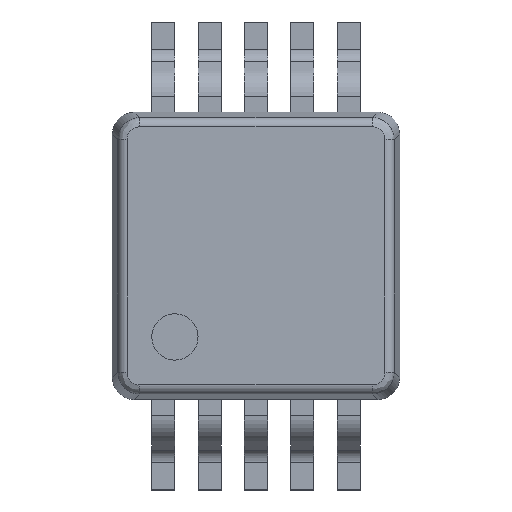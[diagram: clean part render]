
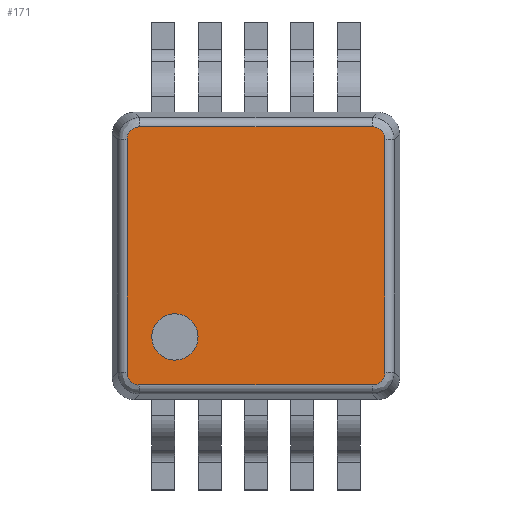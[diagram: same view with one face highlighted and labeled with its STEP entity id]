
A CAD part, top view. The second image highlights one B-rep face of the part: STEP entity #171.
In plain terms, the highlighted planar face has unit normal (0, 0, 1).
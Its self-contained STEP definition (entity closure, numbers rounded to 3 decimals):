
#171=ADVANCED_FACE('',(#1992,#1994),#1996,.T.);
#1992=FACE_BOUND('',#1993,.T.);
#1993=EDGE_LOOP('',(#3519,#3520,#3521,#3522,#3523,#3524,#3525,#3526));
#1994=FACE_BOUND('',#1995,.T.);
#1995=EDGE_LOOP('',(#3527));
#1996=PLANE('',#1997);
#1997=AXIS2_PLACEMENT_3D('',#1998,#1999,#2000);
#1998=CARTESIAN_POINT('',(0.,0.,1.05));
#1999=DIRECTION('',(0.,0.,1.));
#2000=DIRECTION('',(1.,0.,0.));
#3519=ORIENTED_EDGE('',*,*,#4543,.T.);
#3520=ORIENTED_EDGE('',*,*,#4544,.F.);
#3521=ORIENTED_EDGE('',*,*,#4545,.T.);
#3522=ORIENTED_EDGE('',*,*,#4546,.F.);
#3523=ORIENTED_EDGE('',*,*,#4547,.T.);
#3524=ORIENTED_EDGE('',*,*,#4548,.F.);
#3525=ORIENTED_EDGE('',*,*,#4549,.T.);
#3526=ORIENTED_EDGE('',*,*,#4550,.F.);
#3527=ORIENTED_EDGE('',*,*,#4551,.T.);
#4543=EDGE_CURVE('',#5077,#5078,#5079,.T.);
#4544=EDGE_CURVE('',#5080,#5078,#5081,.F.);
#4545=EDGE_CURVE('',#5080,#5082,#5083,.T.);
#4546=EDGE_CURVE('',#5084,#5082,#5085,.F.);
#4547=EDGE_CURVE('',#5084,#5086,#5087,.T.);
#4548=EDGE_CURVE('',#5088,#5086,#5089,.F.);
#4549=EDGE_CURVE('',#5088,#5090,#5091,.T.);
#4550=EDGE_CURVE('',#5077,#5090,#5092,.F.);
#4551=EDGE_CURVE('',#5093,#5093,#5094,.F.);
#5077=VERTEX_POINT('',#6041);
#5078=VERTEX_POINT('',#6042);
#5079=LINE('',#6043,#6044);
#5080=VERTEX_POINT('',#6046);
#5081=(BOUNDED_CURVE()B_SPLINE_CURVE(3,
(#6047,#6048,#6049,#6050),
.UNSPECIFIED.,.F.,.F.)B_SPLINE_CURVE_WITH_KNOTS((4,4),
(0.,1.),
.UNSPECIFIED.)CURVE()GEOMETRIC_REPRESENTATION_ITEM()RATIONAL_B_SPLINE_CURVE((1.,
0.812,0.812,1.))REPRESENTATION_ITEM(''));
#5082=VERTEX_POINT('',#6051);
#5083=LINE('',#6052,#6053);
#5084=VERTEX_POINT('',#6055);
#5085=(BOUNDED_CURVE()B_SPLINE_CURVE(3,
(#6056,#6057,#6058,#6059),
.UNSPECIFIED.,.F.,.F.)B_SPLINE_CURVE_WITH_KNOTS((4,4),
(0.,1.),
.UNSPECIFIED.)CURVE()GEOMETRIC_REPRESENTATION_ITEM()RATIONAL_B_SPLINE_CURVE((1.,
0.812,0.812,1.))REPRESENTATION_ITEM(''));
#5086=VERTEX_POINT('',#6060);
#5087=LINE('',#6061,#6062);
#5088=VERTEX_POINT('',#6064);
#5089=(BOUNDED_CURVE()B_SPLINE_CURVE(3,
(#6065,#6066,#6067,#6068),
.UNSPECIFIED.,.F.,.F.)B_SPLINE_CURVE_WITH_KNOTS((4,4),
(0.,1.),
.UNSPECIFIED.)CURVE()GEOMETRIC_REPRESENTATION_ITEM()RATIONAL_B_SPLINE_CURVE((1.,
0.812,0.812,1.))REPRESENTATION_ITEM(''));
#5090=VERTEX_POINT('',#6069);
#5091=LINE('',#6070,#6071);
#5092=(BOUNDED_CURVE()B_SPLINE_CURVE(3,
(#6073,#6074,#6075,#6076),
.UNSPECIFIED.,.F.,.F.)B_SPLINE_CURVE_WITH_KNOTS((4,4),
(0.,1.),
.UNSPECIFIED.)CURVE()GEOMETRIC_REPRESENTATION_ITEM()RATIONAL_B_SPLINE_CURVE((1.,
0.812,0.812,1.))REPRESENTATION_ITEM(''));
#5093=VERTEX_POINT('',#6077);
#5094=CIRCLE('',#6078,0.25);
#6041=CARTESIAN_POINT('',(1.257,1.392,1.05));
#6042=CARTESIAN_POINT('',(-1.257,1.392,1.05));
#6043=CARTESIAN_POINT('',(1.257,1.392,1.05));
#6044=VECTOR('',#6045,1.);
#6045=DIRECTION('',(-1.,0.,0.));
#6046=CARTESIAN_POINT('',(-1.392,1.257,1.05));
#6047=CARTESIAN_POINT('',(-1.257,1.392,1.05));
#6048=CARTESIAN_POINT('',(-1.336,1.392,1.05));
#6049=CARTESIAN_POINT('',(-1.392,1.336,1.05));
#6050=CARTESIAN_POINT('',(-1.392,1.257,1.05));
#6051=CARTESIAN_POINT('',(-1.392,-1.257,1.05));
#6052=CARTESIAN_POINT('',(-1.392,1.257,1.05));
#6053=VECTOR('',#6054,1.);
#6054=DIRECTION('',(0.,-1.,0.));
#6055=CARTESIAN_POINT('',(-1.257,-1.392,1.05));
#6056=CARTESIAN_POINT('',(-1.392,-1.257,1.05));
#6057=CARTESIAN_POINT('',(-1.392,-1.336,1.05));
#6058=CARTESIAN_POINT('',(-1.336,-1.392,1.05));
#6059=CARTESIAN_POINT('',(-1.257,-1.392,1.05));
#6060=CARTESIAN_POINT('',(1.257,-1.392,1.05));
#6061=CARTESIAN_POINT('',(-1.257,-1.392,1.05));
#6062=VECTOR('',#6063,1.);
#6063=DIRECTION('',(1.,0.,0.));
#6064=CARTESIAN_POINT('',(1.392,-1.257,1.05));
#6065=CARTESIAN_POINT('',(1.257,-1.392,1.05));
#6066=CARTESIAN_POINT('',(1.336,-1.392,1.05));
#6067=CARTESIAN_POINT('',(1.392,-1.336,1.05));
#6068=CARTESIAN_POINT('',(1.392,-1.257,1.05));
#6069=CARTESIAN_POINT('',(1.392,1.257,1.05));
#6070=CARTESIAN_POINT('',(1.392,-1.257,1.05));
#6071=VECTOR('',#6072,1.);
#6072=DIRECTION('',(0.,1.,0.));
#6073=CARTESIAN_POINT('',(1.392,1.257,1.05));
#6074=CARTESIAN_POINT('',(1.392,1.336,1.05));
#6075=CARTESIAN_POINT('',(1.336,1.392,1.05));
#6076=CARTESIAN_POINT('',(1.257,1.392,1.05));
#6077=CARTESIAN_POINT('',(-0.625,-0.875,1.05));
#6078=AXIS2_PLACEMENT_3D('',#6079,#6080,#6081);
#6079=CARTESIAN_POINT('',(-0.875,-0.875,1.05));
#6080=DIRECTION('',(0.,0.,1.));
#6081=DIRECTION('',(1.,0.,0.));
